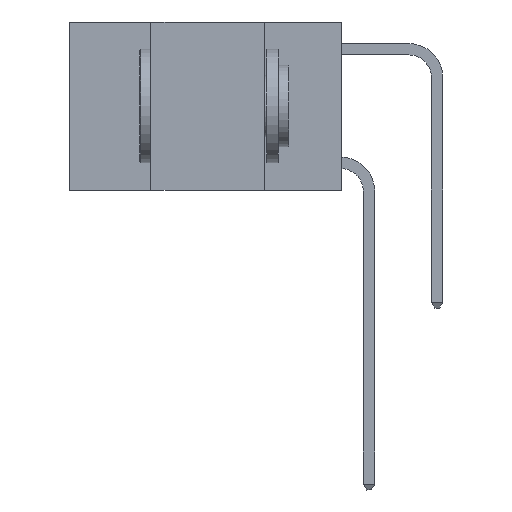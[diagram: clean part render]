
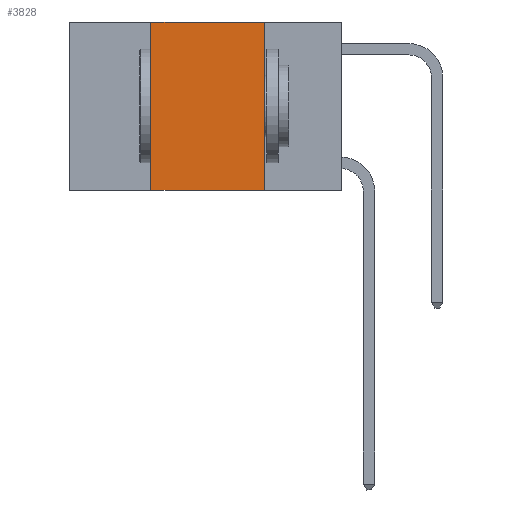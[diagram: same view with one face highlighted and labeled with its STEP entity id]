
A CAD part, left-side view. The second image highlights one B-rep face of the part: STEP entity #3828.
In plain terms, the highlighted planar face has unit normal (-1, 0, 0).
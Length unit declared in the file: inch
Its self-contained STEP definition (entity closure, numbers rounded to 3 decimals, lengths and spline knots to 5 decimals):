
#265 = ORIENTED_EDGE ( 'NONE', *, *, #4622, .F. ) ;
#308 = VERTEX_POINT ( 'NONE', #4579 ) ;
#475 = DIRECTION ( 'NONE',  ( 0., 0., -1. ) ) ;
#549 = CARTESIAN_POINT ( 'NONE',  ( 0., 0.6, -0.37 ) ) ;
#1070 = VERTEX_POINT ( 'NONE', #6223 ) ;
#1459 = LINE ( 'NONE', #549, #7281 ) ;
#1608 = DIRECTION ( 'NONE',  ( 0., 0., 1. ) ) ;
#1673 = DIRECTION ( 'NONE',  ( 0., -1., 0. ) ) ;
#1943 = VERTEX_POINT ( 'NONE', #3558 ) ;
#2086 = LINE ( 'NONE', #5409, #3369 ) ;
#2238 = DIRECTION ( 'NONE',  ( 0., 0., -1. ) ) ;
#2261 = VERTEX_POINT ( 'NONE', #6685 ) ;
#3102 = DIRECTION ( 'NONE',  ( 1., 0., 0. ) ) ;
#3369 = VECTOR ( 'NONE', #8901, 39.37008 ) ;
#3558 = CARTESIAN_POINT ( 'NONE',  ( 0., 0.42, -0.37 ) ) ;
#3828 = ADVANCED_FACE ( 'NONE', ( #7514 ), #9906, .F. ) ;
#4047 = ORIENTED_EDGE ( 'NONE', *, *, #10463, .F. ) ;
#4069 = LINE ( 'NONE', #9049, #10136 ) ;
#4579 = CARTESIAN_POINT ( 'NONE',  ( 0., 0.42, 0. ) ) ;
#4622 = EDGE_CURVE ( 'NONE', #308, #1070, #2086, .T. ) ;
#5381 = ORIENTED_EDGE ( 'NONE', *, *, #5453, .F. ) ;
#5409 = CARTESIAN_POINT ( 'NONE',  ( 0., 0.6, 0. ) ) ;
#5453 = EDGE_CURVE ( 'NONE', #1943, #308, #5956, .T. ) ;
#5600 = ORIENTED_EDGE ( 'NONE', *, *, #11176, .T. ) ;
#5956 = LINE ( 'NONE', #9441, #7821 ) ;
#6223 = CARTESIAN_POINT ( 'NONE',  ( 0., 0.17, 0. ) ) ;
#6685 = CARTESIAN_POINT ( 'NONE',  ( 0., 0.17, -0.37 ) ) ;
#7281 = VECTOR ( 'NONE', #1673, 39.37008 ) ;
#7514 = FACE_OUTER_BOUND ( 'NONE', #8029, .T. ) ;
#7821 = VECTOR ( 'NONE', #1608, 39.37008 ) ;
#8029 = EDGE_LOOP ( 'NONE', ( #4047, #265, #5381, #5600 ) ) ;
#8385 = CARTESIAN_POINT ( 'NONE',  ( 0., 0.6, 0. ) ) ;
#8901 = DIRECTION ( 'NONE',  ( 0., -1., 0. ) ) ;
#9049 = CARTESIAN_POINT ( 'NONE',  ( 0., 0.17, 0. ) ) ;
#9441 = CARTESIAN_POINT ( 'NONE',  ( 0., 0.42, 0. ) ) ;
#9906 = PLANE ( 'NONE',  #10671 ) ;
#10136 = VECTOR ( 'NONE', #475, 39.37008 ) ;
#10463 = EDGE_CURVE ( 'NONE', #1070, #2261, #4069, .T. ) ;
#10671 = AXIS2_PLACEMENT_3D ( 'NONE', #8385, #3102, #2238 ) ;
#11176 = EDGE_CURVE ( 'NONE', #1943, #2261, #1459, .T. ) ;
